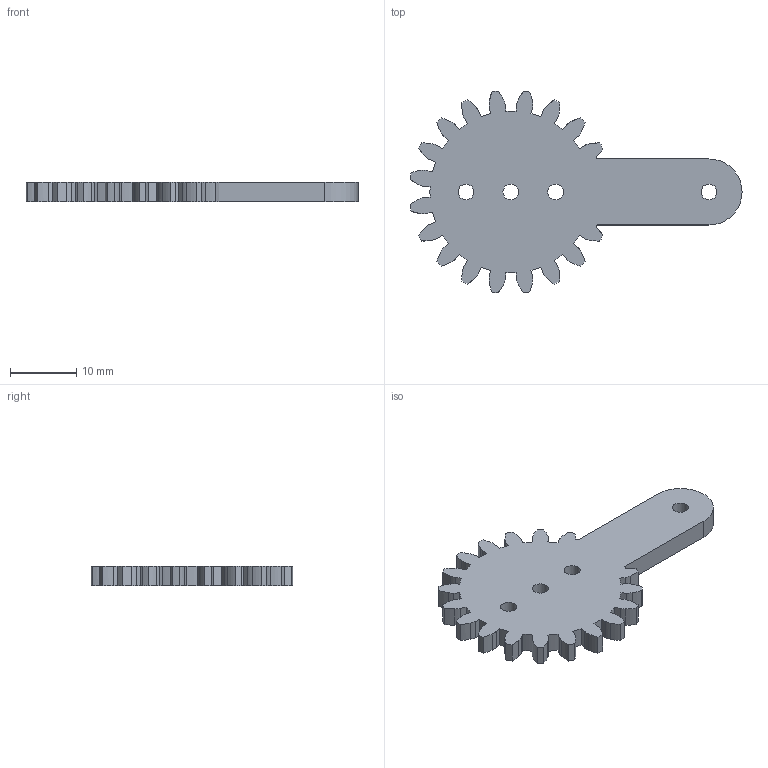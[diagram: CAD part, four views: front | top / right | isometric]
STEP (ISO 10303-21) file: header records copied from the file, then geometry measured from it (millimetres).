
FILE_DESCRIPTION(/* description */ ('','CAx-IF Rec.Pracs.---Representation and Presentation of Product Manufacturing Information (PMI)---4.0---2014-10-13'),/* implementation_level */ '2;1');
FILE_NAME(/* name */ 'gear_2 v2.step',/* time_stamp */ '2025-03-25T16:54:08-04:00',/* author */ (''),/* organization */ (''),/* preprocessor_version */ 'ST-DEVELOPER v20',/* originating_system */ 'Autodesk Translation Framework v13.20.0.188',/* authorisation */ '');
FILE_SCHEMA (('AP242_MANAGED_MODEL_BASED_3D_ENGINEERING_MIM_LF { 1 0 10303 442 1 1 4 }'));
Length unit declared in the file: millimetre
Products named in the file (2): gear_2; Spur Gear (20 teeth)
Assembly tree (2 placements, depth 2):
  gear_2
    Spur Gear (20 teeth)  x2
Bounding box: 50.28 x 30.56 x 3 mm (x, y, z)
Volume: 2369.5 mm3; surface area: 2302.4 mm2
Topology: 1 solids, 1 shells, 150 faces, 444 edges, 296 vertices
Faces by surface type: bspline 70, cylinder 42, plane 38
Full cylindrical faces by diameter (mm): 2.4 x4
Entity records: 17925 total; most frequent: CARTESIAN_POINT 14488, ORIENTED_EDGE 888, DIRECTION 520, EDGE_CURVE 444, VERTEX_POINT 296, LINE 184, VECTOR 184, AXIS2_PLACEMENT_3D 168
